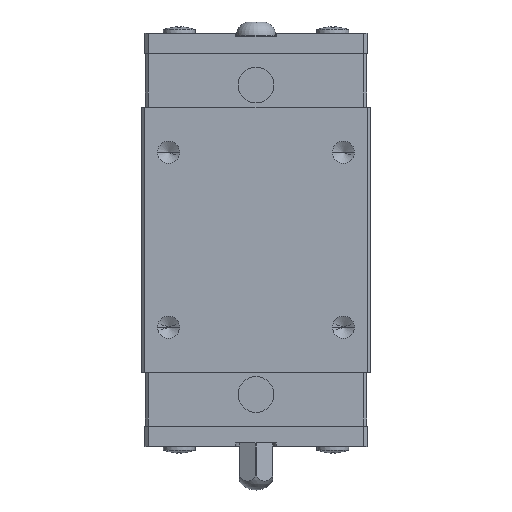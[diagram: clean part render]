
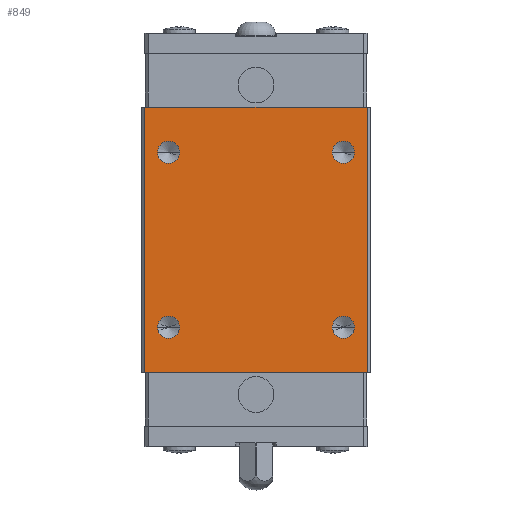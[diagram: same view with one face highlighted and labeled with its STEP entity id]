
A CAD part, top view. The second image highlights one B-rep face of the part: STEP entity #849.
In plain terms, the highlighted planar face has unit normal (0, 0, 1).
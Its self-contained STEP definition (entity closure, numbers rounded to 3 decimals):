
#849=ADVANCED_FACE('',(#1739,#1740,#1741,#1742,#1743),#1744,.T.);
#1739=FACE_BOUND('',#2665,.T.);
#1740=FACE_BOUND('',#2666,.T.);
#1741=FACE_OUTER_BOUND('',#2667,.T.);
#1742=FACE_BOUND('',#2668,.T.);
#1743=FACE_BOUND('',#2669,.T.);
#1744=PLANE('',#2670);
#2665=EDGE_LOOP('',(#5241,#5242));
#2666=EDGE_LOOP('',(#5243,#5244));
#2667=EDGE_LOOP('',(#5245,#5246,#5247,#5248));
#2668=EDGE_LOOP('',(#5249,#5250));
#2669=EDGE_LOOP('',(#5251,#5252));
#2670=AXIS2_PLACEMENT_3D('',#5253,#5254,#5255);
#5241=ORIENTED_EDGE('',*,*,#6474,.T.);
#5242=ORIENTED_EDGE('',*,*,#5511,.T.);
#5243=ORIENTED_EDGE('',*,*,#6478,.T.);
#5244=ORIENTED_EDGE('',*,*,#5503,.T.);
#5245=ORIENTED_EDGE('',*,*,#6437,.F.);
#5246=ORIENTED_EDGE('',*,*,#6480,.T.);
#5247=ORIENTED_EDGE('',*,*,#6450,.T.);
#5248=ORIENTED_EDGE('',*,*,#6482,.F.);
#5249=ORIENTED_EDGE('',*,*,#6466,.T.);
#5250=ORIENTED_EDGE('',*,*,#5527,.T.);
#5251=ORIENTED_EDGE('',*,*,#6470,.T.);
#5252=ORIENTED_EDGE('',*,*,#5519,.T.);
#5253=CARTESIAN_POINT('',(0.0,50.401,28.0));
#5254=DIRECTION('',(0.0,0.0,1.0));
#5255=DIRECTION('',(-1.0,0.0,-0.0));
#5503=EDGE_CURVE('',#6572,#6569,#6573,.T.);
#5511=EDGE_CURVE('',#6585,#6582,#6586,.T.);
#5519=EDGE_CURVE('',#6598,#6595,#6599,.T.);
#5527=EDGE_CURVE('',#6611,#6608,#6612,.T.);
#6437=EDGE_CURVE('',#7960,#7962,#7963,.T.);
#6450=EDGE_CURVE('',#7984,#7982,#7985,.T.);
#6466=EDGE_CURVE('',#6608,#6611,#8005,.T.);
#6470=EDGE_CURVE('',#6595,#6598,#8009,.T.);
#6474=EDGE_CURVE('',#6582,#6585,#8013,.T.);
#6478=EDGE_CURVE('',#6569,#6572,#8017,.T.);
#6480=EDGE_CURVE('',#7960,#7984,#8019,.T.);
#6482=EDGE_CURVE('',#7962,#7982,#8021,.T.);
#6569=VERTEX_POINT('',#8140);
#6572=VERTEX_POINT('',#8144);
#6573=CIRCLE('',#8145,1.65);
#6582=VERTEX_POINT('',#8157);
#6585=VERTEX_POINT('',#8161);
#6586=CIRCLE('',#8162,1.65);
#6595=VERTEX_POINT('',#8174);
#6598=VERTEX_POINT('',#8178);
#6599=CIRCLE('',#8179,1.65);
#6608=VERTEX_POINT('',#8191);
#6611=VERTEX_POINT('',#8195);
#6612=CIRCLE('',#8196,1.65);
#7960=VERTEX_POINT('',#10532);
#7962=VERTEX_POINT('',#10535);
#7963=LINE('',#10536,#10537);
#7982=VERTEX_POINT('',#10565);
#7984=VERTEX_POINT('',#10568);
#7985=LINE('',#10569,#10570);
#8005=CIRCLE('',#10599,1.65);
#8009=CIRCLE('',#10603,1.65);
#8013=CIRCLE('',#10607,1.65);
#8017=CIRCLE('',#10611,1.65);
#8019=LINE('',#10613,#10614);
#8021=LINE('',#10616,#10617);
#8140=CARTESIAN_POINT('',(-11.35,17.701,28.0));
#8144=CARTESIAN_POINT('',(-14.65,17.701,28.0));
#8145=AXIS2_PLACEMENT_3D('',#10757,#10758,#10759);
#8157=CARTESIAN_POINT('',(-11.35,43.701,28.0));
#8161=CARTESIAN_POINT('',(-14.65,43.701,28.0));
#8162=AXIS2_PLACEMENT_3D('',#10767,#10768,#10769);
#8174=CARTESIAN_POINT('',(14.65,17.701,28.0));
#8178=CARTESIAN_POINT('',(11.35,17.701,28.0));
#8179=AXIS2_PLACEMENT_3D('',#10777,#10778,#10779);
#8191=CARTESIAN_POINT('',(14.65,43.701,28.0));
#8195=CARTESIAN_POINT('',(11.35,43.701,28.0));
#8196=AXIS2_PLACEMENT_3D('',#10787,#10788,#10789);
#10532=CARTESIAN_POINT('',(-16.5,50.401,28.0));
#10535=CARTESIAN_POINT('',(16.5,50.401,28.0));
#10536=CARTESIAN_POINT('',(-16.5,50.401,28.0));
#10537=VECTOR('',#11722,1.0);
#10565=CARTESIAN_POINT('',(16.5,11.001,28.0));
#10568=CARTESIAN_POINT('',(-16.5,11.001,28.0));
#10569=CARTESIAN_POINT('',(-16.5,11.001,28.0));
#10570=VECTOR('',#11733,1.0);
#10599=AXIS2_PLACEMENT_3D('',#11746,#11747,#11748);
#10603=AXIS2_PLACEMENT_3D('',#11752,#11753,#11754);
#10607=AXIS2_PLACEMENT_3D('',#11758,#11759,#11760);
#10611=AXIS2_PLACEMENT_3D('',#11764,#11765,#11766);
#10613=CARTESIAN_POINT('',(-16.5,50.401,28.0));
#10614=VECTOR('',#11767,1.0);
#10616=CARTESIAN_POINT('',(16.5,50.401,28.0));
#10617=VECTOR('',#11768,1.0);
#10757=CARTESIAN_POINT('',(-13.0,17.701,28.0));
#10758=DIRECTION('',(0.0,0.0,-1.0));
#10759=DIRECTION('',(1.0,0.0,0.0));
#10767=CARTESIAN_POINT('',(-13.0,43.701,28.0));
#10768=DIRECTION('',(0.0,0.0,-1.0));
#10769=DIRECTION('',(1.0,0.0,0.0));
#10777=CARTESIAN_POINT('',(13.0,17.701,28.0));
#10778=DIRECTION('',(0.0,0.0,-1.0));
#10779=DIRECTION('',(1.0,0.0,0.0));
#10787=CARTESIAN_POINT('',(13.0,43.701,28.0));
#10788=DIRECTION('',(0.0,0.0,-1.0));
#10789=DIRECTION('',(1.0,0.0,0.0));
#11722=DIRECTION('',(1.0,0.0,0.0));
#11733=DIRECTION('',(1.0,0.0,0.0));
#11746=CARTESIAN_POINT('',(13.0,43.701,28.0));
#11747=DIRECTION('',(0.0,0.0,-1.0));
#11748=DIRECTION('',(1.0,0.0,0.0));
#11752=CARTESIAN_POINT('',(13.0,17.701,28.0));
#11753=DIRECTION('',(0.0,0.0,-1.0));
#11754=DIRECTION('',(1.0,0.0,0.0));
#11758=CARTESIAN_POINT('',(-13.0,43.701,28.0));
#11759=DIRECTION('',(0.0,0.0,-1.0));
#11760=DIRECTION('',(1.0,0.0,0.0));
#11764=CARTESIAN_POINT('',(-13.0,17.701,28.0));
#11765=DIRECTION('',(0.0,0.0,-1.0));
#11766=DIRECTION('',(1.0,0.0,0.0));
#11767=DIRECTION('',(0.0,-1.0,0.0));
#11768=DIRECTION('',(0.0,-1.0,0.0));
